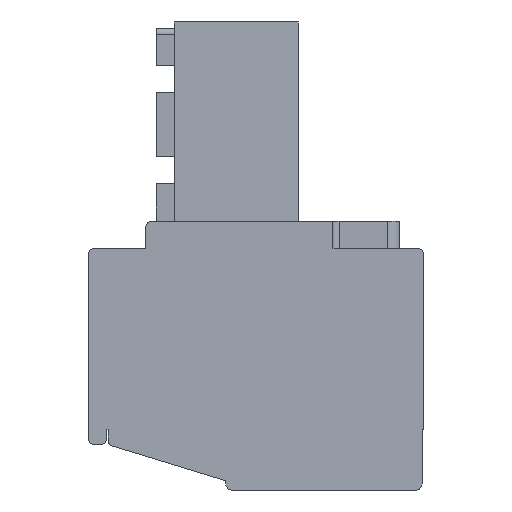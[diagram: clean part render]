
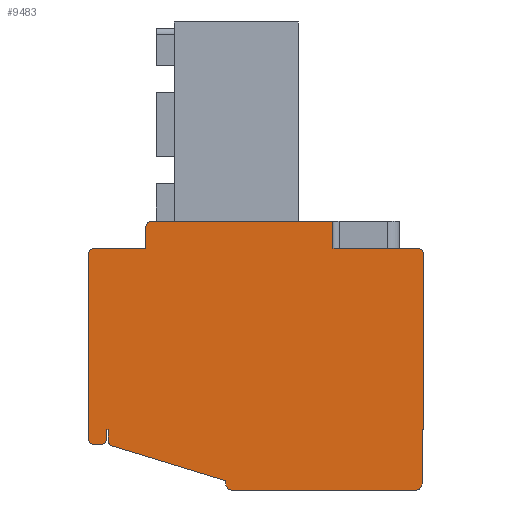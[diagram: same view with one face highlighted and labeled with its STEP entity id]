
A CAD part, left-side view. The second image highlights one B-rep face of the part: STEP entity #9483.
In plain terms, the highlighted planar face has unit normal (-1, 0, 0).
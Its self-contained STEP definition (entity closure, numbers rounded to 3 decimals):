
#72=CARTESIAN_POINT('',(-12.25,2.7,-6.8));
#73=DIRECTION('',(1.,0.,0.));
#74=DIRECTION('',(0.,1.,0.));
#75=AXIS2_PLACEMENT_3D('',#72,#73,#74);
#77=DIRECTION('',(0.,-1.,0.));
#78=VECTOR('',#77,6.);
#79=CARTESIAN_POINT('',(-12.25,2.7,-6.6));
#80=LINE('',#79,#78);
#81=DIRECTION('',(0.,0.,-1.));
#82=VECTOR('',#81,0.9);
#83=CARTESIAN_POINT('',(-12.25,-3.3,-6.6));
#84=LINE('',#83,#82);
#85=DIRECTION('',(0.,-1.,0.));
#86=VECTOR('',#85,2.8);
#87=CARTESIAN_POINT('',(-12.25,-3.3,-7.5));
#88=LINE('',#87,#86);
#89=CARTESIAN_POINT('',(-12.25,-6.1,-7.7));
#90=DIRECTION('',(1.,0.,0.));
#91=DIRECTION('',(0.,0.,1.));
#92=AXIS2_PLACEMENT_3D('',#89,#90,#91);
#94=DIRECTION('',(0.,0.,-1.));
#95=VECTOR('',#94,5.8);
#96=CARTESIAN_POINT('',(-12.25,-6.3,-7.7));
#97=LINE('',#96,#95);
#98=DIRECTION('',(0.,1.,0.));
#99=VECTOR('',#98,0.05);
#100=CARTESIAN_POINT('',(-12.25,-6.3,-13.5));
#101=LINE('',#100,#99);
#102=DIRECTION('',(0.,0.,-1.));
#103=VECTOR('',#102,1.8);
#104=CARTESIAN_POINT('',(-12.25,-6.25,-13.5));
#105=LINE('',#104,#103);
#106=CARTESIAN_POINT('',(-12.25,-6.05,-15.3));
#107=DIRECTION('',(1.,0.,0.));
#108=DIRECTION('',(0.,-1.,0.));
#109=AXIS2_PLACEMENT_3D('',#106,#107,#108);
#111=DIRECTION('',(0.,1.,0.));
#112=VECTOR('',#111,6.1);
#113=CARTESIAN_POINT('',(-12.25,-6.05,-15.5));
#114=LINE('',#113,#112);
#115=CARTESIAN_POINT('',(-12.25,0.05,-15.3));
#116=DIRECTION('',(1.,0.,0.));
#117=DIRECTION('',(0.,0.,-1.));
#118=AXIS2_PLACEMENT_3D('',#115,#116,#117);
#120=DIRECTION('',(0.,0.,1.));
#121=VECTOR('',#120,0.108);
#122=CARTESIAN_POINT('',(-12.25,0.25,-15.3));
#123=LINE('',#122,#121);
#124=DIRECTION('',(0.,0.956,0.292));
#125=VECTOR('',#124,3.93);
#126=CARTESIAN_POINT('',(-12.25,0.25,-15.192));
#127=LINE('',#126,#125);
#128=CARTESIAN_POINT('',(-12.25,3.95,-13.852));
#129=DIRECTION('',(1.,0.,0.));
#130=DIRECTION('',(0.,0.292,-0.956));
#131=AXIS2_PLACEMENT_3D('',#128,#129,#130);
#133=DIRECTION('',(0.,0.,1.));
#134=VECTOR('',#133,0.352);
#135=CARTESIAN_POINT('',(-12.25,4.15,-13.852));
#136=LINE('',#135,#134);
#137=DIRECTION('',(0.,1.,0.));
#138=VECTOR('',#137,0.05);
#139=CARTESIAN_POINT('',(-12.25,4.15,-13.5));
#140=LINE('',#139,#138);
#141=DIRECTION('',(0.,0.,-1.));
#142=VECTOR('',#141,0.3);
#143=CARTESIAN_POINT('',(-12.25,4.2,-13.5));
#144=LINE('',#143,#142);
#145=CARTESIAN_POINT('',(-12.25,4.4,-13.8));
#146=DIRECTION('',(1.,0.,0.));
#147=DIRECTION('',(0.,-1.,0.));
#148=AXIS2_PLACEMENT_3D('',#145,#146,#147);
#150=DIRECTION('',(0.,1.,0.));
#151=VECTOR('',#150,0.2);
#152=CARTESIAN_POINT('',(-12.25,4.4,-14.));
#153=LINE('',#152,#151);
#154=CARTESIAN_POINT('',(-12.25,4.6,-13.8));
#155=DIRECTION('',(1.,0.,0.));
#156=DIRECTION('',(0.,0.,-1.));
#157=AXIS2_PLACEMENT_3D('',#154,#155,#156);
#163=CARTESIAN_POINT('',(-12.25,4.6,-7.7));
#164=DIRECTION('',(-1.,0.,0.));
#165=DIRECTION('',(0.,0.,1.));
#166=AXIS2_PLACEMENT_3D('',#163,#164,#165);
#177=DIRECTION('',(0.,1.,0.));
#178=VECTOR('',#177,1.7);
#179=CARTESIAN_POINT('',(-12.25,2.9,-7.5));
#180=LINE('',#179,#178);
#302=DIRECTION('',(0.,0.,-1.));
#303=VECTOR('',#302,6.1);
#304=CARTESIAN_POINT('',(-12.25,4.8,-7.7));
#305=LINE('',#304,#303);
#4488=DIRECTION('',(0.,0.,-1.));
#4489=VECTOR('',#4488,0.7);
#4490=CARTESIAN_POINT('',(-12.25,2.9,-6.8));
#4491=LINE('',#4490,#4489);
#7552=CARTESIAN_POINT('',(-12.25,-6.3,-13.5));
#7553=CARTESIAN_POINT('',(-12.25,-6.25,-13.5));
#7554=VERTEX_POINT('',#7552);
#7555=VERTEX_POINT('',#7553);
#7556=CARTESIAN_POINT('',(-12.25,4.2,-13.5));
#7557=CARTESIAN_POINT('',(-12.25,4.2,-13.8));
#7558=VERTEX_POINT('',#7556);
#7559=VERTEX_POINT('',#7557);
#7560=CARTESIAN_POINT('',(-12.25,4.4,-14.));
#7561=CARTESIAN_POINT('',(-12.25,4.6,-14.));
#7562=VERTEX_POINT('',#7560);
#7563=VERTEX_POINT('',#7561);
#7564=CARTESIAN_POINT('',(-12.25,2.7,-6.6));
#7565=CARTESIAN_POINT('',(-12.25,-3.3,-6.6));
#7566=VERTEX_POINT('',#7564);
#7567=VERTEX_POINT('',#7565);
#7568=CARTESIAN_POINT('',(-12.25,-3.3,-7.5));
#7569=VERTEX_POINT('',#7568);
#7570=CARTESIAN_POINT('',(-12.25,-6.1,-7.5));
#7571=VERTEX_POINT('',#7570);
#7572=CARTESIAN_POINT('',(-12.25,-6.3,-7.7));
#7573=VERTEX_POINT('',#7572);
#7596=CARTESIAN_POINT('',(-12.25,4.8,-13.8));
#7597=VERTEX_POINT('',#7596);
#7598=CARTESIAN_POINT('',(-12.25,-6.25,-15.3));
#7599=VERTEX_POINT('',#7598);
#7600=CARTESIAN_POINT('',(-12.25,-6.05,-15.5));
#7601=VERTEX_POINT('',#7600);
#7602=CARTESIAN_POINT('',(-12.25,0.05,-15.5));
#7603=VERTEX_POINT('',#7602);
#7604=CARTESIAN_POINT('',(-12.25,0.25,-15.3));
#7605=VERTEX_POINT('',#7604);
#7606=CARTESIAN_POINT('',(-12.25,0.25,-15.192));
#7607=VERTEX_POINT('',#7606);
#7608=CARTESIAN_POINT('',(-12.25,4.008,-14.043));
#7609=VERTEX_POINT('',#7608);
#7610=CARTESIAN_POINT('',(-12.25,4.15,-13.852));
#7611=VERTEX_POINT('',#7610);
#7612=CARTESIAN_POINT('',(-12.25,4.15,-13.5));
#7613=VERTEX_POINT('',#7612);
#7632=CARTESIAN_POINT('',(-12.25,2.9,-6.8));
#7633=VERTEX_POINT('',#7632);
#7882=CARTESIAN_POINT('',(-12.25,2.9,-7.5));
#7884=VERTEX_POINT('',#7882);
#7904=CARTESIAN_POINT('',(-12.25,4.6,-7.5));
#7906=VERTEX_POINT('',#7904);
#7908=CARTESIAN_POINT('',(-12.25,4.8,-7.7));
#7909=VERTEX_POINT('',#7908);
#9428=CARTESIAN_POINT('',(-12.25,0.,0.));
#9429=DIRECTION('',(1.,0.,0.));
#9430=DIRECTION('',(0.,0.,-1.));
#9431=AXIS2_PLACEMENT_3D('',#9428,#9429,#9430);
#9432=PLANE('',#9431);
#9434=ORIENTED_EDGE('',*,*,#9433,.F.);
#9436=ORIENTED_EDGE('',*,*,#9435,.F.);
#9438=ORIENTED_EDGE('',*,*,#9437,.F.);
#9440=ORIENTED_EDGE('',*,*,#9439,.T.);
#9442=ORIENTED_EDGE('',*,*,#9441,.T.);
#9444=ORIENTED_EDGE('',*,*,#9443,.T.);
#9446=ORIENTED_EDGE('',*,*,#9445,.T.);
#9448=ORIENTED_EDGE('',*,*,#9447,.T.);
#9450=ORIENTED_EDGE('',*,*,#9449,.T.);
#9452=ORIENTED_EDGE('',*,*,#9451,.T.);
#9454=ORIENTED_EDGE('',*,*,#9453,.T.);
#9456=ORIENTED_EDGE('',*,*,#9455,.T.);
#9458=ORIENTED_EDGE('',*,*,#9457,.T.);
#9460=ORIENTED_EDGE('',*,*,#9459,.T.);
#9462=ORIENTED_EDGE('',*,*,#9461,.T.);
#9464=ORIENTED_EDGE('',*,*,#9463,.T.);
#9466=ORIENTED_EDGE('',*,*,#9465,.T.);
#9468=ORIENTED_EDGE('',*,*,#9467,.T.);
#9470=ORIENTED_EDGE('',*,*,#9469,.T.);
#9472=ORIENTED_EDGE('',*,*,#9471,.T.);
#9474=ORIENTED_EDGE('',*,*,#9473,.T.);
#9476=ORIENTED_EDGE('',*,*,#9475,.T.);
#9478=ORIENTED_EDGE('',*,*,#9477,.T.);
#9480=ORIENTED_EDGE('',*,*,#9479,.F.);
#9481=EDGE_LOOP('',(#9434,#9436,#9438,#9440,#9442,#9444,#9446,#9448,#9450,#9452,
#9454,#9456,#9458,#9460,#9462,#9464,#9466,#9468,#9470,#9472,#9474,#9476,#9478,
#9480));
#9482=FACE_OUTER_BOUND('',#9481,.F.);
#9483=ADVANCED_FACE('',(#9482),#9432,.F.);
#76=CIRCLE('',#75,0.2);
#93=CIRCLE('',#92,0.2);
#110=CIRCLE('',#109,0.2);
#119=CIRCLE('',#118,0.2);
#132=CIRCLE('',#131,0.2);
#149=CIRCLE('',#148,0.2);
#158=CIRCLE('',#157,0.2);
#167=CIRCLE('',#166,0.2);
#9433=EDGE_CURVE('',#7906,#7909,#167,.T.);
#9435=EDGE_CURVE('',#7884,#7906,#180,.T.);
#9437=EDGE_CURVE('',#7633,#7884,#4491,.T.);
#9439=EDGE_CURVE('',#7633,#7566,#76,.T.);
#9441=EDGE_CURVE('',#7566,#7567,#80,.T.);
#9443=EDGE_CURVE('',#7567,#7569,#84,.T.);
#9445=EDGE_CURVE('',#7569,#7571,#88,.T.);
#9447=EDGE_CURVE('',#7571,#7573,#93,.T.);
#9449=EDGE_CURVE('',#7573,#7554,#97,.T.);
#9451=EDGE_CURVE('',#7554,#7555,#101,.T.);
#9453=EDGE_CURVE('',#7555,#7599,#105,.T.);
#9455=EDGE_CURVE('',#7599,#7601,#110,.T.);
#9457=EDGE_CURVE('',#7601,#7603,#114,.T.);
#9459=EDGE_CURVE('',#7603,#7605,#119,.T.);
#9461=EDGE_CURVE('',#7605,#7607,#123,.T.);
#9463=EDGE_CURVE('',#7607,#7609,#127,.T.);
#9465=EDGE_CURVE('',#7609,#7611,#132,.T.);
#9467=EDGE_CURVE('',#7611,#7613,#136,.T.);
#9469=EDGE_CURVE('',#7613,#7558,#140,.T.);
#9471=EDGE_CURVE('',#7558,#7559,#144,.T.);
#9473=EDGE_CURVE('',#7559,#7562,#149,.T.);
#9475=EDGE_CURVE('',#7562,#7563,#153,.T.);
#9477=EDGE_CURVE('',#7563,#7597,#158,.T.);
#9479=EDGE_CURVE('',#7909,#7597,#305,.T.);
